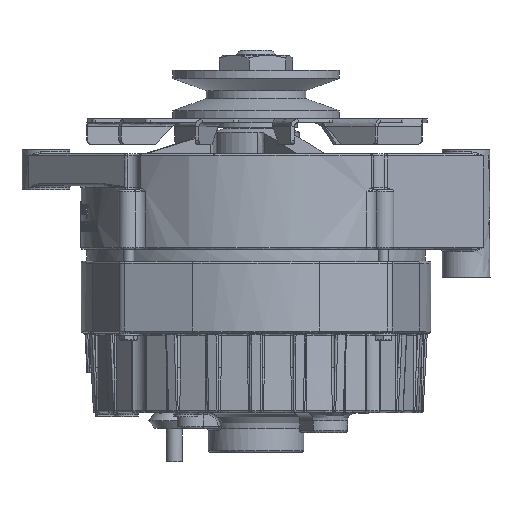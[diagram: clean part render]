
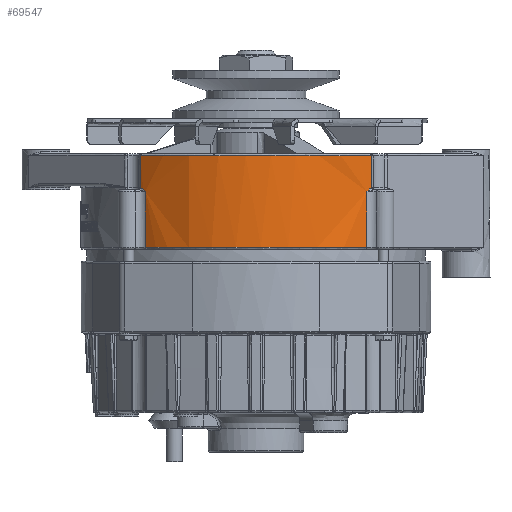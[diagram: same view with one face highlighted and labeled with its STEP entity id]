
A CAD part, left-side view. The second image highlights one B-rep face of the part: STEP entity #69547.
In plain terms, the highlighted free-form (B-spline) face has degree [2, 1] with [3, 2] control points.
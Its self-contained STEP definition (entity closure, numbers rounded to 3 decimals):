
#66038 = VERTEX_POINT('',#66039);
#66039 = CARTESIAN_POINT('',(-57.145,-50.299,
    -14.781));
#66045 = EDGE_CURVE('',#66038,#66046,#66048,.T.);
#66046 = VERTEX_POINT('',#66047);
#66047 = CARTESIAN_POINT('',(-58.914,-48.216,
    -16.437));
#66048 = B_SPLINE_CURVE_WITH_KNOTS('',3,(#66049,#66050,#66051,#66052,
    #66053,#66054,#66055,#66056),.UNSPECIFIED.,.F.,.F.,(4,1,1,2,4),(
    -0.296,-0.118,-0.059,0.,
    0.001),.UNSPECIFIED.);
#66049 = CARTESIAN_POINT('',(-57.145,-50.299,
    -14.781));
#66050 = CARTESIAN_POINT('',(-57.56,-49.828,
    -14.924));
#66051 = CARTESIAN_POINT('',(-58.048,-49.258,
    -15.351));
#66052 = CARTESIAN_POINT('',(-58.596,-48.603,
    -16.016));
#66053 = CARTESIAN_POINT('',(-58.806,-48.347,
    -16.295));
#66054 = CARTESIAN_POINT('',(-58.911,-48.219,
    -16.434));
#66055 = CARTESIAN_POINT('',(-58.913,-48.217,
    -16.435));
#66056 = CARTESIAN_POINT('',(-58.914,-48.216,
    -16.437));
#66283 = VERTEX_POINT('',#66284);
#66284 = CARTESIAN_POINT('',(-57.145,50.299,
    -14.781));
#66293 = VERTEX_POINT('',#66294);
#66294 = CARTESIAN_POINT('',(-58.914,48.216,
    -16.437));
#66305 = EDGE_CURVE('',#66293,#66283,#66306,.T.);
#66306 = B_SPLINE_CURVE_WITH_KNOTS('',3,(#66307,#66308,#66309,#66310,
    #66311,#66312,#66313,#66314),.UNSPECIFIED.,.F.,.F.,(4,2,1,1,4),(
    -0.356,-0.355,-0.237,-0.177,
    -0.059),.UNSPECIFIED.);
#66307 = CARTESIAN_POINT('',(-58.914,48.216,
    -16.437));
#66308 = CARTESIAN_POINT('',(-58.913,48.217,
    -16.435));
#66309 = CARTESIAN_POINT('',(-58.911,48.219,
    -16.434));
#66310 = CARTESIAN_POINT('',(-58.703,48.474,
    -16.157));
#66311 = CARTESIAN_POINT('',(-58.383,48.86,
    -15.736));
#66312 = CARTESIAN_POINT('',(-57.804,49.543,
    -15.139));
#66313 = CARTESIAN_POINT('',(-57.421,49.985,
    -14.876));
#66314 = CARTESIAN_POINT('',(-57.145,50.299,
    -14.781));
#68447 = VERTEX_POINT('',#68448);
#68448 = CARTESIAN_POINT('',(-58.914,48.216,
    -40.66));
#68483 = VERTEX_POINT('',#68484);
#68484 = CARTESIAN_POINT('',(-58.914,-48.216,
    -40.66));
#68490 = EDGE_CURVE('',#68483,#68447,#68491,.T.);
#68491 = ( BOUNDED_CURVE() B_SPLINE_CURVE(2,(#68492,#68493,#68494),
.UNSPECIFIED.,.F.,.F.) B_SPLINE_CURVE_WITH_KNOTS((3,3),(5.597,
6.969),.PIECEWISE_BEZIER_KNOTS.) CURVE() 
GEOMETRIC_REPRESENTATION_ITEM() RATIONAL_B_SPLINE_CURVE((1.,
0.774,1.)) REPRESENTATION_ITEM('') );
#68492 = CARTESIAN_POINT('',(-58.914,-48.216,
    -40.66));
#68493 = CARTESIAN_POINT('',(-98.374,0.,
    -40.66));
#68494 = CARTESIAN_POINT('',(-58.914,48.216,
    -40.66));
#68948 = VERTEX_POINT('',#68949);
#68949 = CARTESIAN_POINT('',(-57.145,-50.299,
    -0.865));
#68995 = VERTEX_POINT('',#68996);
#68996 = CARTESIAN_POINT('',(-57.145,50.299,
    -0.865));
#69002 = EDGE_CURVE('',#68995,#68948,#69003,.T.);
#69003 = ( BOUNDED_CURVE() B_SPLINE_CURVE(2,(#69004,#69005,#69006),
.UNSPECIFIED.,.F.,.F.) B_SPLINE_CURVE_WITH_KNOTS((3,3),(5.561,
7.005),.PIECEWISE_BEZIER_KNOTS.) CURVE() 
GEOMETRIC_REPRESENTATION_ITEM() RATIONAL_B_SPLINE_CURVE((1.,
0.751,1.)) REPRESENTATION_ITEM('') );
#69004 = CARTESIAN_POINT('',(-57.145,50.299,
    -0.865));
#69005 = CARTESIAN_POINT('',(-101.419,0.,
    -0.865));
#69006 = CARTESIAN_POINT('',(-57.145,-50.299,
    -0.865));
#69535 = EDGE_CURVE('',#68948,#66038,#69536,.T.);
#69536 = B_SPLINE_CURVE_WITH_KNOTS('',1,(#69537,#69538),.UNSPECIFIED.,
  .F.,.F.,(2,2),(0.,12.768),.PIECEWISE_BEZIER_KNOTS.);
#69537 = CARTESIAN_POINT('',(-57.145,-50.299,
    -0.865));
#69538 = CARTESIAN_POINT('',(-57.145,-50.299,
    -14.781));
#69547 = ADVANCED_FACE('',(#69548),#69570,.T.);
#69548 = FACE_BOUND('',#69549,.T.);
#69549 = EDGE_LOOP('',(#69550,#69551,#69552,#69553,#69558,#69559,#69564,
    #69565));
#69550 = ORIENTED_EDGE('',*,*,#66045,.F.);
#69551 = ORIENTED_EDGE('',*,*,#69535,.F.);
#69552 = ORIENTED_EDGE('',*,*,#69002,.F.);
#69553 = ORIENTED_EDGE('',*,*,#69554,.F.);
#69554 = EDGE_CURVE('',#66283,#68995,#69555,.T.);
#69555 = B_SPLINE_CURVE_WITH_KNOTS('',1,(#69556,#69557),.UNSPECIFIED.,
  .F.,.F.,(2,2),(0.,12.768),.PIECEWISE_BEZIER_KNOTS.);
#69556 = CARTESIAN_POINT('',(-57.145,50.299,
    -14.781));
#69557 = CARTESIAN_POINT('',(-57.145,50.299,
    -0.865));
#69558 = ORIENTED_EDGE('',*,*,#66305,.F.);
#69559 = ORIENTED_EDGE('',*,*,#69560,.F.);
#69560 = EDGE_CURVE('',#68447,#66293,#69561,.T.);
#69561 = B_SPLINE_CURVE_WITH_KNOTS('',1,(#69562,#69563),.UNSPECIFIED.,
  .F.,.F.,(2,2),(0.,22.225),.PIECEWISE_BEZIER_KNOTS.);
#69562 = CARTESIAN_POINT('',(-58.914,48.216,
    -40.66));
#69563 = CARTESIAN_POINT('',(-58.914,48.216,
    -16.437));
#69564 = ORIENTED_EDGE('',*,*,#68490,.F.);
#69565 = ORIENTED_EDGE('',*,*,#69566,.F.);
#69566 = EDGE_CURVE('',#66046,#68483,#69567,.T.);
#69567 = B_SPLINE_CURVE_WITH_KNOTS('',1,(#69568,#69569),.UNSPECIFIED.,
  .F.,.F.,(2,2),(0.,22.225),.PIECEWISE_BEZIER_KNOTS.);
#69568 = CARTESIAN_POINT('',(-58.914,-48.216,
    -16.437));
#69569 = CARTESIAN_POINT('',(-58.914,-48.216,
    -40.66));
#69570 = ( BOUNDED_SURFACE() B_SPLINE_SURFACE(2,1,(
    (#69571,#69572)
    ,(#69573,#69574)
    ,(#69575,#69576
)),.UNSPECIFIED.,.F.,.F.,.F.) B_SPLINE_SURFACE_WITH_KNOTS((3,3),(2,2),(
    1.616,3.06),(0.794,37.306),
.PIECEWISE_BEZIER_KNOTS.) GEOMETRIC_REPRESENTATION_ITEM() 
RATIONAL_B_SPLINE_SURFACE((
    (1.,1.)
    ,(0.751,0.751)
,(1.,1.))) REPRESENTATION_ITEM('') SURFACE() );
#69571 = CARTESIAN_POINT('',(-57.145,-50.299,
    -0.865));
#69572 = CARTESIAN_POINT('',(-57.145,-50.299,
    -40.66));
#69573 = CARTESIAN_POINT('',(-101.419,0.,
    -0.865));
#69574 = CARTESIAN_POINT('',(-101.419,0.,
    -40.66));
#69575 = CARTESIAN_POINT('',(-57.145,50.299,
    -0.865));
#69576 = CARTESIAN_POINT('',(-57.145,50.299,
    -40.66));
